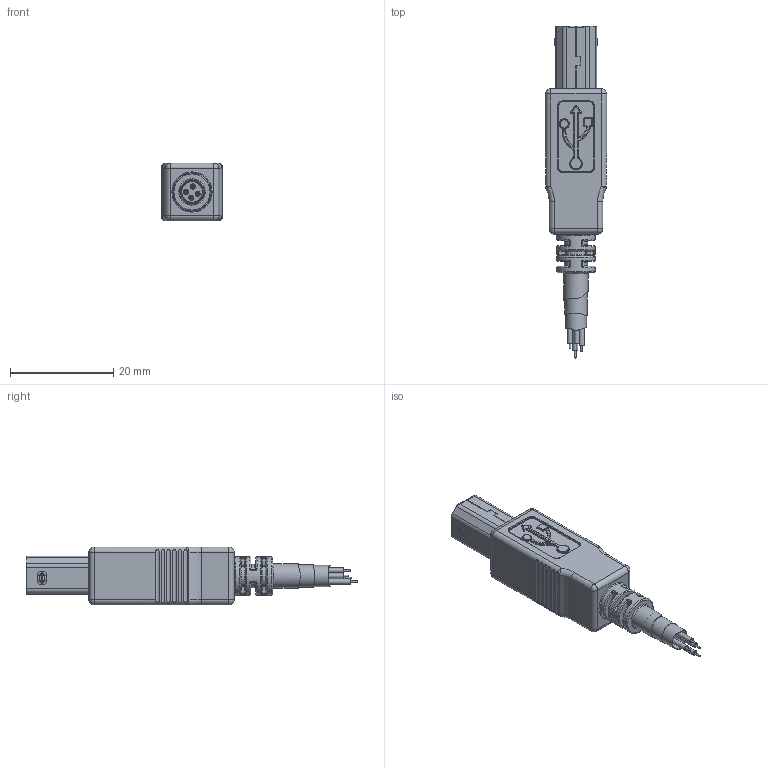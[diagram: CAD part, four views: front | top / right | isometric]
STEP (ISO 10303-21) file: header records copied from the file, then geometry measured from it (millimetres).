
FILE_DESCRIPTION((''),'2;1');
FILE_NAME('USB-Kabel Stecker Typ B-02.stp','2014-03-06T08:53:52',('MHerrwerth'),(''),'Autodesk Inventor 2013','Autodesk Inventor 2013','');
FILE_SCHEMA(('AUTOMOTIVE_DESIGN { 1 0 10303 214 1 1 1 1 }'));
Length unit declared in the file: millimetre
Products named in the file (1): USB-Kabel Stecker Typ B-02
Bounding box: 11.9 x 64.45 x 11.2 mm (x, y, z)
Volume: 4311.3 mm3; surface area: 3666.5 mm2
Topology: 1 solids, 1 shells, 794 faces, 1856 edges, 1053 vertices
Faces by surface type: cylinder 350, plane 175, torus 144, sphere 65, bspline 60
Full cylindrical faces by diameter (mm): 0.3 x4, 0.635 x1, 0.668 x1, 0.694 x1, 0.735 x1, 1 x4, 4.01 x1, 4.085 x1, 4.184 x1, 4.283 x1, 4.387 x1, 4.7 x1, 7.4 x1
Entity records: 24398 total; most frequent: CARTESIAN_POINT 6055, DIRECTION 4064, ORIENTED_EDGE 3554, EDGE_CURVE 1777, AXIS2_PLACEMENT_3D 1659, VERTEX_POINT 1040, CIRCLE 908, EDGE_LOOP 849
